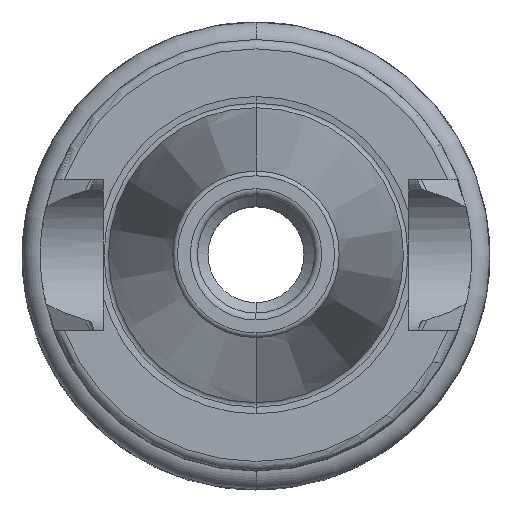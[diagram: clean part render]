
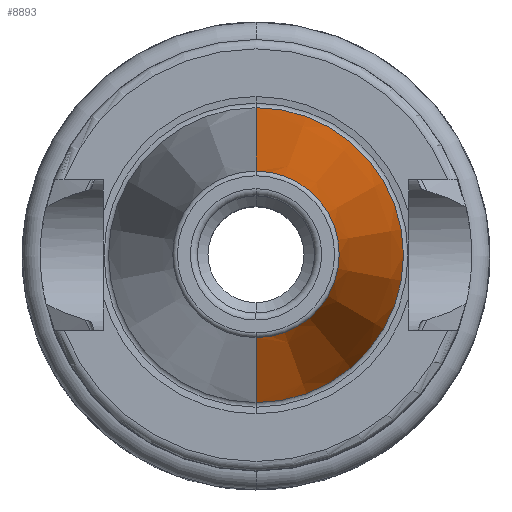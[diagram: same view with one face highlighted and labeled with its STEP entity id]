
A CAD part, top view. The second image highlights one B-rep face of the part: STEP entity #8893.
In plain terms, the highlighted conical face has half-angle 8.297 degrees and reference radius 12.304 mm.
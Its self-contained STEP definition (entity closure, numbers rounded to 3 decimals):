
#2814=CARTESIAN_POINT('',(0,0,69.972));
#2815=DIRECTION('',(0,0,1));
#2816=DIRECTION('',(0,-1,0));
#2817=AXIS2_PLACEMENT_3D('',#2814,#2815,#2816);
#2819=CARTESIAN_POINT('',(0,0,23));
#2820=DIRECTION('',(0,0,-1));
#2821=DIRECTION('',(0,1,0));
#2822=AXIS2_PLACEMENT_3D('',#2819,#2820,#2821);
#2963=DIRECTION('',(0.,0.144,0.99));
#2964=VECTOR('',#2963,47.469);
#2965=CARTESIAN_POINT('',(0,-15.729,23));
#2966=LINE('',#2965,#2964);
#2972=DIRECTION('',(0.,-0.144,0.99));
#2973=VECTOR('',#2972,47.469);
#2974=CARTESIAN_POINT('',(0,15.729,23));
#2975=LINE('',#2974,#2973);
#3842=CARTESIAN_POINT('',(0,15.729,23));
#3844=VERTEX_POINT('',#3842);
#3858=CARTESIAN_POINT('',(0,-15.729,23));
#3860=VERTEX_POINT('',#3858);
#3885=CARTESIAN_POINT('',(0,8.879,69.972));
#3886=CARTESIAN_POINT('',(0,-8.879,69.972));
#3887=VERTEX_POINT('',#3885);
#3888=VERTEX_POINT('',#3886);
#8879=CARTESIAN_POINT('',(0,0,46.486));
#8880=DIRECTION('',(0,0,-1));
#8881=DIRECTION('',(0,-1,0));
#8882=AXIS2_PLACEMENT_3D('',#8879,#8880,#8881);
#8883=CONICAL_SURFACE('',#8882,12.304,8.297);
#8885=ORIENTED_EDGE('',*,*,#8884,.T.);
#8887=ORIENTED_EDGE('',*,*,#8886,.F.);
#8888=ORIENTED_EDGE('',*,*,#8874,.T.);
#8890=ORIENTED_EDGE('',*,*,#8889,.T.);
#8891=EDGE_LOOP('',(#8885,#8887,#8888,#8890));
#8892=FACE_OUTER_BOUND('',#8891,.F.);
#8893=ADVANCED_FACE('',(#8892),#8883,.T.);
#2818=CIRCLE('',#2817,8.879);
#2823=CIRCLE('',#2822,15.729);
#8874=EDGE_CURVE('',#3844,#3860,#2823,.T.);
#8884=EDGE_CURVE('',#3888,#3887,#2818,.T.);
#8886=EDGE_CURVE('',#3844,#3887,#2975,.T.);
#8889=EDGE_CURVE('',#3860,#3888,#2966,.T.);
